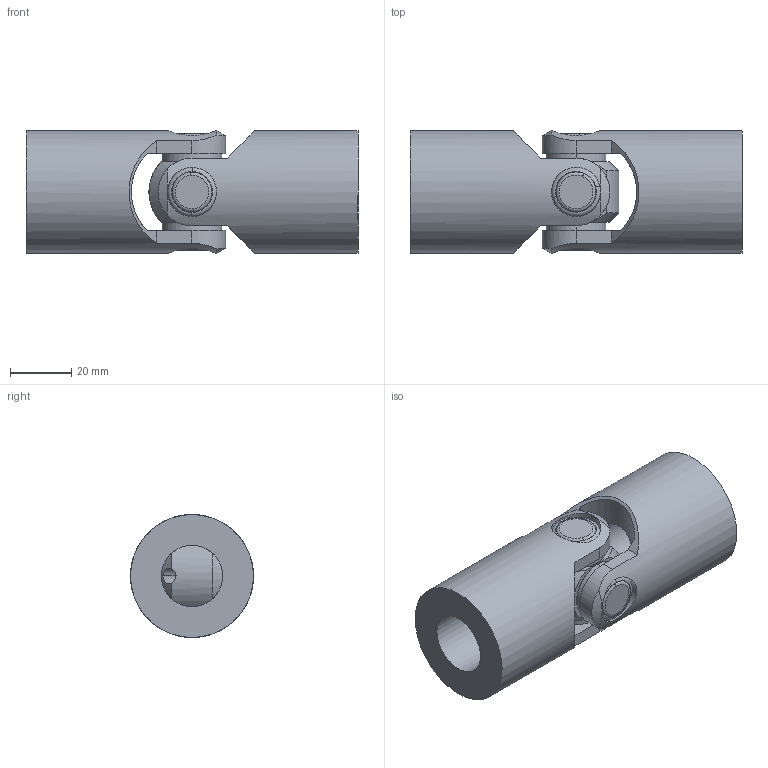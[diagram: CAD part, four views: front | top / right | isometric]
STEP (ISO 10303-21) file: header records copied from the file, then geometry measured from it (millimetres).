
FILE_DESCRIPTION(/* description */ ('Alibre Inc.'),/* implementation_level */ '2;1');
FILE_NAME(/* name */ 'export0',/* time_stamp */ '2012-08-13T16:13:20+02:00',/* author */ (''),/* organization */ (''),/* preprocessor_version */ 'ST-DEVELOPER v12',/* originating_system */ 'Alibre',/* authorisation */ '');
FILE_SCHEMA (('CONFIG_CONTROL_DESIGN'));
Length unit declared in the file: centimetre
Products named in the file (4): ID_1
Bounding box: 108 x 40 x 40 mm (x, y, z)
Volume: 92063.1 mm3; surface area: 33139.4 mm2
Topology: 11 solids, 11 shells, 196 faces, 459 edges, 289 vertices
Faces by surface type: cylinder 82, plane 50, cone 32, torus 32
Full cylindrical faces by diameter (mm): 16 x4, 20 x2, 40 x2
Entity records: 6279 total; most frequent: CARTESIAN_POINT 1474, DIRECTION 934, ORIENTED_EDGE 886, EDGE_CURVE 443, AXIS2_PLACEMENT_3D 439, VERTEX_POINT 281, CIRCLE 239, EDGE_LOOP 236
